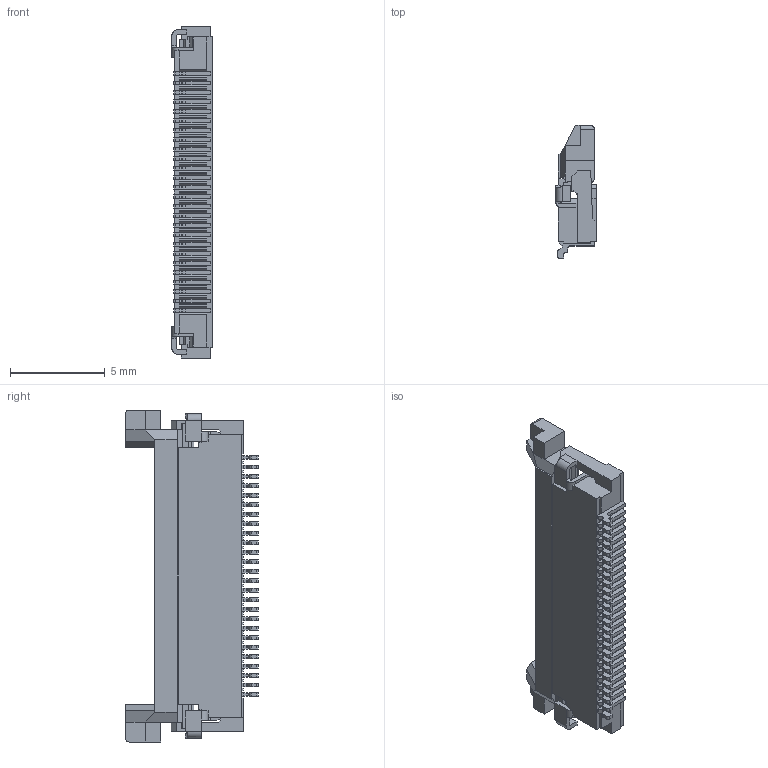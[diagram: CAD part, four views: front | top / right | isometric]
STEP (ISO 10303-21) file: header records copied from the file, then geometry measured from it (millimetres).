
FILE_DESCRIPTION(/* description */ (''),/* implementation_level */ '2;1');
FILE_NAME(/* name */ 'FH12A-26S-0.5SH v1.step',/* time_stamp */ '2022-08-18T01:06:31+02:00',/* author */ (''),/* organization */ (''),/* preprocessor_version */ 'ST-DEVELOPER v19',/* originating_system */ 'Autodesk Translation Framework v11.7.0.108',/* authorisation */ '');
FILE_SCHEMA (('AUTOMOTIVE_DESIGN { 1 0 10303 214 3 1 1 }'));
Length unit declared in the file: millimetre
Products named in the file (2): FH12A-26S-0.5SH; FH12A-26S-0.5SH_Èª
Assembly tree (1 placements, depth 2):
  FH12A-26S-0.5SH
    FH12A-26S-0.5SH_Èª
Bounding box: 2.15 x 7 x 17.5 mm (x, y, z)
Volume: 108.9 mm3; surface area: 400.2 mm2
Topology: 1 solids, 1 shells, 935 faces, 2610 edges, 1724 vertices
Faces by surface type: plane 749, cylinder 186
Entity records: 30226 total; most frequent: CARTESIAN_POINT 5794, ORIENTED_EDGE 5220, DIRECTION 4834, EDGE_CURVE 2610, LINE 2238, VECTOR 2238, VERTEX_POINT 1724, AXIS2_PLACEMENT_3D 1298
